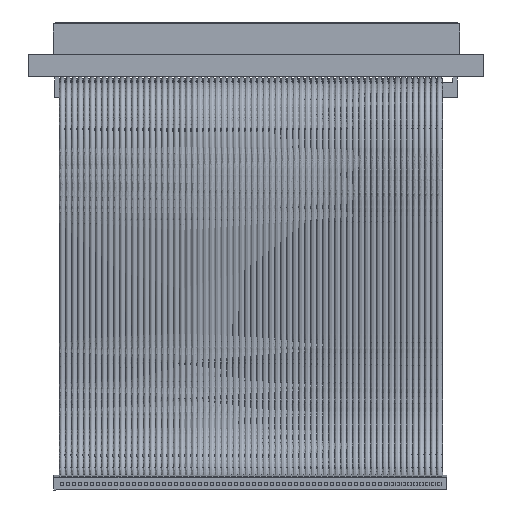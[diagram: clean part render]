
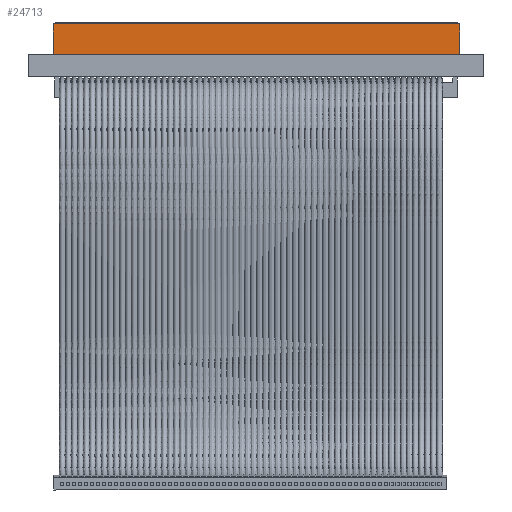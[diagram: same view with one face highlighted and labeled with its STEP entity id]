
A CAD part, front view. The second image highlights one B-rep face of the part: STEP entity #24713.
In plain terms, the highlighted planar face has unit normal (0, -1, 0).
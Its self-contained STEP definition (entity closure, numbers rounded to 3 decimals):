
#1150 = LINE ( 'NONE', #12547, #65673 ) ;
#5577 = LINE ( 'NONE', #54113, #41482 ) ;
#10667 = DIRECTION ( 'NONE',  ( -1., 0., 0. ) ) ;
#11139 = FACE_OUTER_BOUND ( 'NONE', #29796, .T. ) ;
#11896 = EDGE_CURVE ( 'NONE', #59798, #70855, #5577, .T. ) ;
#12136 = LINE ( 'NONE', #45590, #54246 ) ;
#12547 = CARTESIAN_POINT ( 'NONE',  ( 86.931, 1.15, 11.08 ) ) ;
#12619 = EDGE_CURVE ( 'NONE', #64337, #70855, #22286, .T. ) ;
#13514 = DIRECTION ( 'NONE',  ( 0., 0., -1. ) ) ;
#15904 = DIRECTION ( 'NONE',  ( 0., 1., 0. ) ) ;
#16414 = EDGE_CURVE ( 'NONE', #65312, #64337, #12136, .T. ) ;
#16647 = PLANE ( 'NONE',  #72239 ) ;
#19427 = DIRECTION ( 'NONE',  ( 1., 0., 0. ) ) ;
#22286 = LINE ( 'NONE', #64219, #44738 ) ;
#24713 = ADVANCED_FACE ( 'NONE', ( #11139 ), #16647, .F. ) ;
#28817 = DIRECTION ( 'NONE',  ( 0., 0., -1. ) ) ;
#29796 = EDGE_LOOP ( 'NONE', ( #70905, #47573, #63737, #39289 ) ) ;
#36958 = CARTESIAN_POINT ( 'NONE',  ( 5.2, 1.15, 11.08 ) ) ;
#39289 = ORIENTED_EDGE ( 'NONE', *, *, #12619, .T. ) ;
#41482 = VECTOR ( 'NONE', #13514, 1000. ) ;
#44738 = VECTOR ( 'NONE', #19427, 1000. ) ;
#45590 = CARTESIAN_POINT ( 'NONE',  ( 5.2, 1.15, 11.48 ) ) ;
#47573 = ORIENTED_EDGE ( 'NONE', *, *, #49874, .T. ) ;
#49874 = EDGE_CURVE ( 'NONE', #59798, #65312, #1150, .T. ) ;
#50534 = CARTESIAN_POINT ( 'NONE',  ( 90., 1.15, 11.08 ) ) ;
#52629 = DIRECTION ( 'NONE',  ( -1., 0., 0. ) ) ;
#54113 = CARTESIAN_POINT ( 'NONE',  ( 90., 1.15, 11.48 ) ) ;
#54246 = VECTOR ( 'NONE', #28817, 1000. ) ;
#59798 = VERTEX_POINT ( 'NONE', #50534 ) ;
#63199 = CARTESIAN_POINT ( 'NONE',  ( 90., 1.15, 4.75 ) ) ;
#63737 = ORIENTED_EDGE ( 'NONE', *, *, #16414, .T. ) ;
#64219 = CARTESIAN_POINT ( 'NONE',  ( 86.931, 1.15, 4.75 ) ) ;
#64337 = VERTEX_POINT ( 'NONE', #69925 ) ;
#65312 = VERTEX_POINT ( 'NONE', #36958 ) ;
#65673 = VECTOR ( 'NONE', #52629, 1000. ) ;
#67203 = CARTESIAN_POINT ( 'NONE',  ( 86.931, 1.15, 11.48 ) ) ;
#69925 = CARTESIAN_POINT ( 'NONE',  ( 5.2, 1.15, 4.75 ) ) ;
#70855 = VERTEX_POINT ( 'NONE', #63199 ) ;
#70905 = ORIENTED_EDGE ( 'NONE', *, *, #11896, .F. ) ;
#72239 = AXIS2_PLACEMENT_3D ( 'NONE', #67203, #15904, #10667 ) ;
